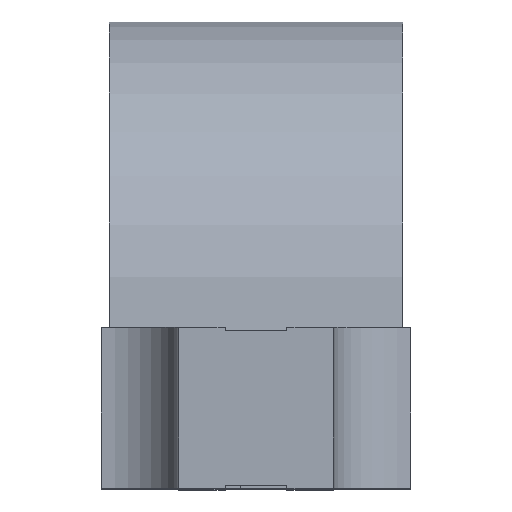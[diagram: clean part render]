
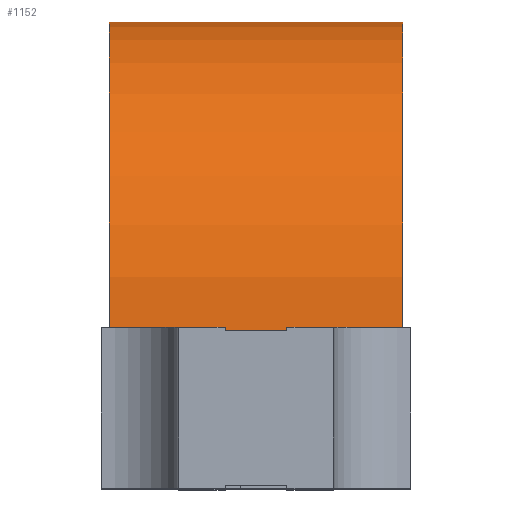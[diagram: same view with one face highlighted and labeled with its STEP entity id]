
A CAD part, top view. The second image highlights one B-rep face of the part: STEP entity #1152.
In plain terms, the highlighted cylindrical face has radius 1 mm (diameter 2 mm), a partial arc.
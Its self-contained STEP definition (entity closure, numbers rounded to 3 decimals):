
#49 = ORIENTED_EDGE ( 'NONE', *, *, #1976, .F. ) ;
#60 = CIRCLE ( 'NONE', #932, 1. ) ;
#103 = ORIENTED_EDGE ( 'NONE', *, *, #1357, .T. ) ;
#118 = CARTESIAN_POINT ( 'NONE',  ( -0.475, 0.5, 0. ) ) ;
#123 = CARTESIAN_POINT ( 'NONE',  ( 0.15, 0.5, -1. ) ) ;
#154 = CARTESIAN_POINT ( 'NONE',  ( 0., 0.5, 1. ) ) ;
#201 = EDGE_CURVE ( 'NONE', #1401, #1986, #708, .T. ) ;
#206 = VECTOR ( 'NONE', #1328, 1000. ) ;
#230 = VERTEX_POINT ( 'NONE', #473 ) ;
#249 = VECTOR ( 'NONE', #2634, 1000. ) ;
#254 = DIRECTION ( 'NONE',  ( 1., 0., 0. ) ) ;
#275 = DIRECTION ( 'NONE',  ( 0., 0., -1. ) ) ;
#288 = VECTOR ( 'NONE', #1528, 1000. ) ;
#312 = VERTEX_POINT ( 'NONE', #1928 ) ;
#339 = AXIS2_PLACEMENT_3D ( 'NONE', #1626, #2760, #275 ) ;
#342 = AXIS2_PLACEMENT_3D ( 'NONE', #1596, #2332, #1564 ) ;
#366 = CARTESIAN_POINT ( 'NONE',  ( 0.475, 0.5, -1. ) ) ;
#380 = DIRECTION ( 'NONE',  ( 1., 0., 0. ) ) ;
#406 = CARTESIAN_POINT ( 'NONE',  ( -0.475, 0.5, -1. ) ) ;
#408 = ORIENTED_EDGE ( 'NONE', *, *, #2862, .T. ) ;
#411 = DIRECTION ( 'NONE',  ( -1., 0., 0. ) ) ;
#473 = CARTESIAN_POINT ( 'NONE',  ( -0.475, 0.5, 1. ) ) ;
#476 = EDGE_CURVE ( 'NONE', #2373, #2508, #2665, .T. ) ;
#563 = VERTEX_POINT ( 'NONE', #912 ) ;
#622 = CARTESIAN_POINT ( 'NONE',  ( -0.475, 0.5, 1. ) ) ;
#649 = ORIENTED_EDGE ( 'NONE', *, *, #2449, .T. ) ;
#695 = CARTESIAN_POINT ( 'NONE',  ( -0.475, 0.5, -1. ) ) ;
#708 = LINE ( 'NONE', #1166, #2526 ) ;
#853 = CARTESIAN_POINT ( 'NONE',  ( 0., 0.5, -1. ) ) ;
#912 = CARTESIAN_POINT ( 'NONE',  ( 0.475, 0.5, 1. ) ) ;
#932 = AXIS2_PLACEMENT_3D ( 'NONE', #118, #2390, #2220 ) ;
#953 = CARTESIAN_POINT ( 'NONE',  ( -0.15, 0.5, 1. ) ) ;
#954 = CARTESIAN_POINT ( 'NONE',  ( 0.3, 0.5, -1. ) ) ;
#957 = EDGE_CURVE ( 'NONE', #2373, #230, #2310, .T. ) ;
#1086 = ORIENTED_EDGE ( 'NONE', *, *, #1904, .T. ) ;
#1117 = CIRCLE ( 'NONE', #342, 1. ) ;
#1130 = DIRECTION ( 'NONE',  ( 1., 0., 0. ) ) ;
#1132 = FACE_OUTER_BOUND ( 'NONE', #2175, .T. ) ;
#1152 = ADVANCED_FACE ( 'NONE', ( #1132 ), #2043, .T. ) ;
#1157 = DIRECTION ( 'NONE',  ( 1., 0., 0. ) ) ;
#1166 = CARTESIAN_POINT ( 'NONE',  ( 0., 0.5, -1. ) ) ;
#1168 = CARTESIAN_POINT ( 'NONE',  ( 0., 0.5, 1. ) ) ;
#1191 = ORIENTED_EDGE ( 'NONE', *, *, #957, .F. ) ;
#1200 = CARTESIAN_POINT ( 'NONE',  ( -0.475, 0.5, 1. ) ) ;
#1210 = VECTOR ( 'NONE', #380, 1000. ) ;
#1224 = VERTEX_POINT ( 'NONE', #123 ) ;
#1231 = ORIENTED_EDGE ( 'NONE', *, *, #1329, .T. ) ;
#1246 = EDGE_CURVE ( 'NONE', #563, #1487, #2255, .T. ) ;
#1324 = CARTESIAN_POINT ( 'NONE',  ( -0.15, 0.5, -1. ) ) ;
#1328 = DIRECTION ( 'NONE',  ( -1., 0., 0. ) ) ;
#1329 = EDGE_CURVE ( 'NONE', #312, #1487, #1623, .T. ) ;
#1357 = EDGE_CURVE ( 'NONE', #563, #1986, #1117, .T. ) ;
#1399 = CARTESIAN_POINT ( 'NONE',  ( -0.475, 0.5, 1. ) ) ;
#1401 = VERTEX_POINT ( 'NONE', #954 ) ;
#1404 = VECTOR ( 'NONE', #1157, 1000. ) ;
#1437 = ORIENTED_EDGE ( 'NONE', *, *, #201, .F. ) ;
#1487 = VERTEX_POINT ( 'NONE', #1877 ) ;
#1502 = CARTESIAN_POINT ( 'NONE',  ( -0.3, 0.5, -1. ) ) ;
#1528 = DIRECTION ( 'NONE',  ( 1., 0., 0. ) ) ;
#1564 = DIRECTION ( 'NONE',  ( 0., 0., -1. ) ) ;
#1568 = ORIENTED_EDGE ( 'NONE', *, *, #2297, .T. ) ;
#1596 = CARTESIAN_POINT ( 'NONE',  ( 0.475, 0.5, 0. ) ) ;
#1623 = LINE ( 'NONE', #1399, #2073 ) ;
#1626 = CARTESIAN_POINT ( 'NONE',  ( -0.475, 0.5, 0. ) ) ;
#1752 = LINE ( 'NONE', #406, #206 ) ;
#1786 = VECTOR ( 'NONE', #411, 1000. ) ;
#1792 = CARTESIAN_POINT ( 'NONE',  ( -0.475, 0.5, -1. ) ) ;
#1877 = CARTESIAN_POINT ( 'NONE',  ( 0.3, 0.5, 1. ) ) ;
#1897 = LINE ( 'NONE', #2110, #2851 ) ;
#1904 = EDGE_CURVE ( 'NONE', #2518, #230, #60, .T. ) ;
#1925 = VERTEX_POINT ( 'NONE', #1502 ) ;
#1928 = CARTESIAN_POINT ( 'NONE',  ( 0.15, 0.5, 1. ) ) ;
#1976 = EDGE_CURVE ( 'NONE', #2518, #1925, #2421, .T. ) ;
#1986 = VERTEX_POINT ( 'NONE', #366 ) ;
#2043 = CYLINDRICAL_SURFACE ( 'NONE', #339, 1. ) ;
#2073 = VECTOR ( 'NONE', #1130, 1000. ) ;
#2076 = EDGE_CURVE ( 'NONE', #1224, #2682, #2085, .T. ) ;
#2085 = LINE ( 'NONE', #1792, #1786 ) ;
#2110 = CARTESIAN_POINT ( 'NONE',  ( -0.475, 0.5, -1. ) ) ;
#2175 = EDGE_LOOP ( 'NONE', ( #2578, #408, #49, #1086, #1191, #2274, #1568, #1231, #2873, #103, #1437, #649 ) ) ;
#2220 = DIRECTION ( 'NONE',  ( 0., 0., -1. ) ) ;
#2255 = LINE ( 'NONE', #154, #249 ) ;
#2274 = ORIENTED_EDGE ( 'NONE', *, *, #476, .T. ) ;
#2297 = EDGE_CURVE ( 'NONE', #2508, #312, #2559, .T. ) ;
#2310 = LINE ( 'NONE', #1168, #2631 ) ;
#2332 = DIRECTION ( 'NONE',  ( -1., 0., 0. ) ) ;
#2366 = DIRECTION ( 'NONE',  ( -1., 0., 0. ) ) ;
#2373 = VERTEX_POINT ( 'NONE', #2548 ) ;
#2390 = DIRECTION ( 'NONE',  ( 1., 0., 0. ) ) ;
#2421 = LINE ( 'NONE', #853, #1210 ) ;
#2449 = EDGE_CURVE ( 'NONE', #1401, #1224, #1752, .T. ) ;
#2508 = VERTEX_POINT ( 'NONE', #953 ) ;
#2518 = VERTEX_POINT ( 'NONE', #695 ) ;
#2526 = VECTOR ( 'NONE', #254, 1000. ) ;
#2548 = CARTESIAN_POINT ( 'NONE',  ( -0.3, 0.5, 1. ) ) ;
#2559 = LINE ( 'NONE', #1200, #1404 ) ;
#2578 = ORIENTED_EDGE ( 'NONE', *, *, #2076, .T. ) ;
#2631 = VECTOR ( 'NONE', #2922, 1000. ) ;
#2634 = DIRECTION ( 'NONE',  ( -1., 0., 0. ) ) ;
#2665 = LINE ( 'NONE', #622, #288 ) ;
#2682 = VERTEX_POINT ( 'NONE', #1324 ) ;
#2760 = DIRECTION ( 'NONE',  ( 1., 0., 0. ) ) ;
#2851 = VECTOR ( 'NONE', #2366, 1000. ) ;
#2862 = EDGE_CURVE ( 'NONE', #2682, #1925, #1897, .T. ) ;
#2873 = ORIENTED_EDGE ( 'NONE', *, *, #1246, .F. ) ;
#2922 = DIRECTION ( 'NONE',  ( -1., 0., 0. ) ) ;
